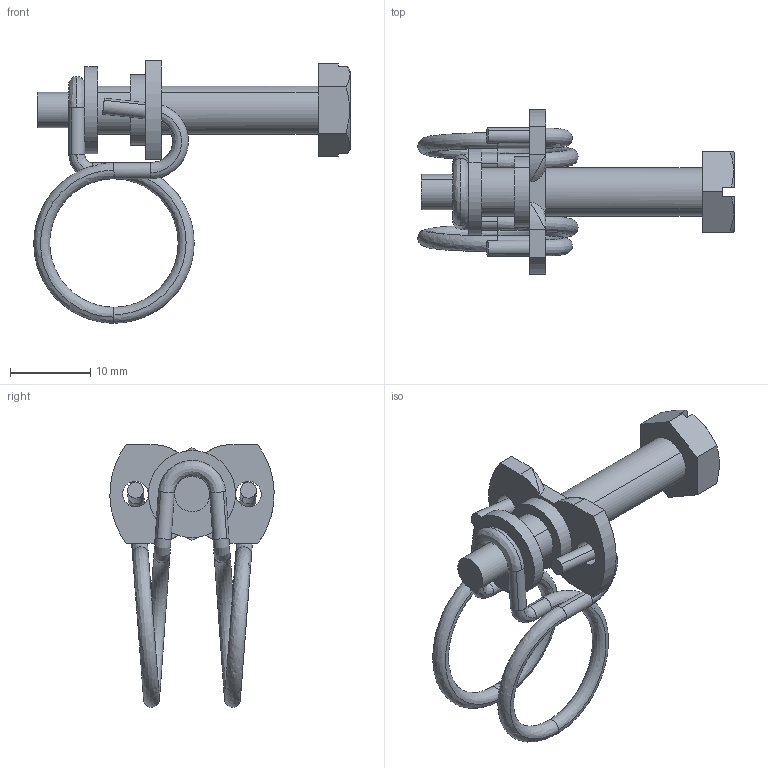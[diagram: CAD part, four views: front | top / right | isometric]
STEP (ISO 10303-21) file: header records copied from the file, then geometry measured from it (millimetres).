
FILE_DESCRIPTION((''),'2;1');
FILE_NAME('','2009-05-18T09:49:21',(''),(''),'','CADfix','');
FILE_SCHEMA(('AUTOMOTIVE_DESIGN { 1 0 10303 214 1 1 1 1 }'));
Length unit declared in the file: millimetre
Bounding box: 39.44 x 20.48 x 32.73 mm (x, y, z)
Volume: 2344.7 mm3; surface area: 2973.9 mm2
Topology: 3 solids, 3 shells, 98 faces, 328 edges, 236 vertices
Faces by surface type: bspline 98
Entity records: 6777 total; most frequent: CARTESIAN_POINT 4833, ORIENTED_EDGE 648, EDGE_CURVE 324, VERTEX_POINT 236, B_SPLINE_CURVE_WITH_KNOTS 218, EDGE_LOOP 108, QUASI_UNIFORM_CURVE 106, FACE_OUTER_BOUND 98
